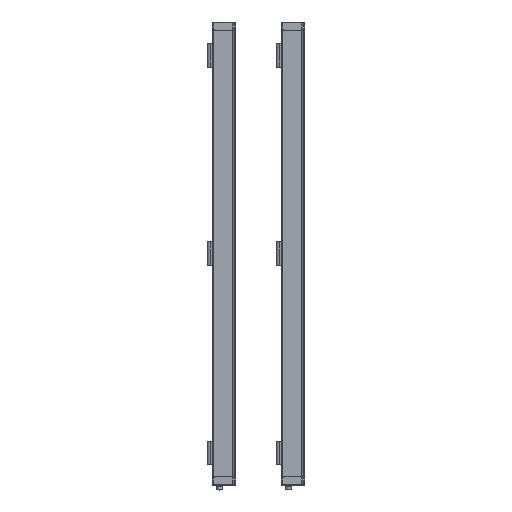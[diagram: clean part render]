
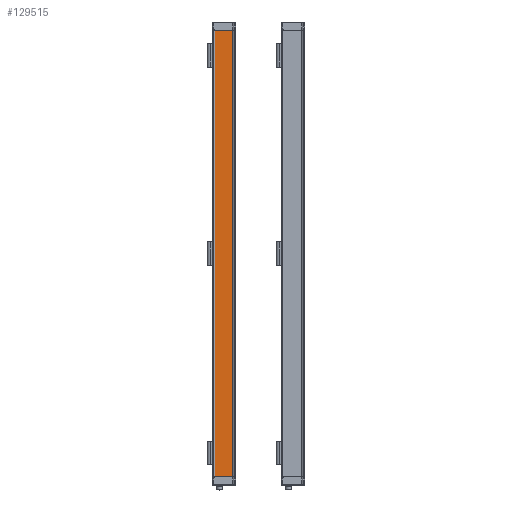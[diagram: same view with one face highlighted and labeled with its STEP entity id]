
A CAD part, top view. The second image highlights one B-rep face of the part: STEP entity #129515.
In plain terms, the highlighted planar face has unit normal (0, 0, 1).
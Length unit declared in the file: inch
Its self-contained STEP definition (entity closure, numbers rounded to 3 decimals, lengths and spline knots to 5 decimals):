
#4668 = LINE ( 'NONE', #130342, #110038 ) ;
#5010 = EDGE_LOOP ( 'NONE', ( #125420, #103696, #46793, #136533 ) ) ;
#8478 = EDGE_CURVE ( 'NONE', #135619, #116894, #56422, .T. ) ;
#18948 = DIRECTION ( 'NONE',  ( 0., -1., 0. ) ) ;
#23295 = CARTESIAN_POINT ( 'NONE',  ( -0.38579, 14.82283, 0.57678 ) ) ;
#24037 = DIRECTION ( 'NONE',  ( 1., 0., 0. ) ) ;
#25293 = AXIS2_PLACEMENT_3D ( 'NONE', #30010, #62405, #18948 ) ;
#27995 = CARTESIAN_POINT ( 'NONE',  ( 1.09452, 38.05118, 0.57678 ) ) ;
#30010 = CARTESIAN_POINT ( 'NONE',  ( 1.09452, 14.82283, 0.57678 ) ) ;
#42526 = EDGE_CURVE ( 'NONE', #121202, #135619, #84557, .T. ) ;
#46793 = ORIENTED_EDGE ( 'NONE', *, *, #143137, .F. ) ;
#56422 = LINE ( 'NONE', #23295, #106025 ) ;
#62405 = DIRECTION ( 'NONE',  ( 0., 0., 1. ) ) ;
#67727 = CARTESIAN_POINT ( 'NONE',  ( -0.38579, 1.10236, 0.57678 ) ) ;
#71425 = CARTESIAN_POINT ( 'NONE',  ( 1.09452, 1.10236, 0.57678 ) ) ;
#74474 = DIRECTION ( 'NONE',  ( 0., -1., 0. ) ) ;
#81373 = LINE ( 'NONE', #124038, #132180 ) ;
#83850 = CARTESIAN_POINT ( 'NONE',  ( -0.38579, 38.05118, 0.57678 ) ) ;
#84557 = LINE ( 'NONE', #98454, #95392 ) ;
#89591 = EDGE_CURVE ( 'NONE', #116894, #142085, #81373, .T. ) ;
#95392 = VECTOR ( 'NONE', #121240, 39.37008 ) ;
#98454 = CARTESIAN_POINT ( 'NONE',  ( 0.35437, 1.10236, 0.57678 ) ) ;
#103696 = ORIENTED_EDGE ( 'NONE', *, *, #42526, .F. ) ;
#106025 = VECTOR ( 'NONE', #136460, 39.37008 ) ;
#110038 = VECTOR ( 'NONE', #74474, 39.37008 ) ;
#116894 = VERTEX_POINT ( 'NONE', #83850 ) ;
#121202 = VERTEX_POINT ( 'NONE', #71425 ) ;
#121240 = DIRECTION ( 'NONE',  ( -1., 0., 0. ) ) ;
#124038 = CARTESIAN_POINT ( 'NONE',  ( 0.35437, 38.05118, 0.57678 ) ) ;
#125420 = ORIENTED_EDGE ( 'NONE', *, *, #8478, .F. ) ;
#129515 = ADVANCED_FACE ( 'NONE', ( #138804 ), #129984, .T. ) ;
#129984 = PLANE ( 'NONE',  #25293 ) ;
#130342 = CARTESIAN_POINT ( 'NONE',  ( 1.09452, 14.82283, 0.57678 ) ) ;
#132180 = VECTOR ( 'NONE', #24037, 39.37008 ) ;
#135619 = VERTEX_POINT ( 'NONE', #67727 ) ;
#136460 = DIRECTION ( 'NONE',  ( 0., 1., 0. ) ) ;
#136533 = ORIENTED_EDGE ( 'NONE', *, *, #89591, .F. ) ;
#138804 = FACE_OUTER_BOUND ( 'NONE', #5010, .T. ) ;
#142085 = VERTEX_POINT ( 'NONE', #27995 ) ;
#143137 = EDGE_CURVE ( 'NONE', #142085, #121202, #4668, .T. ) ;
